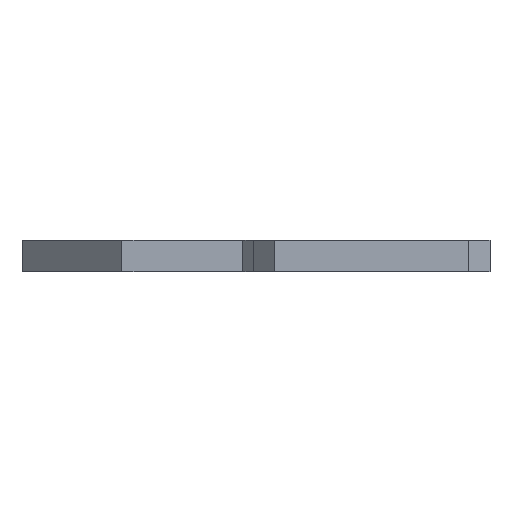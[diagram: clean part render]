
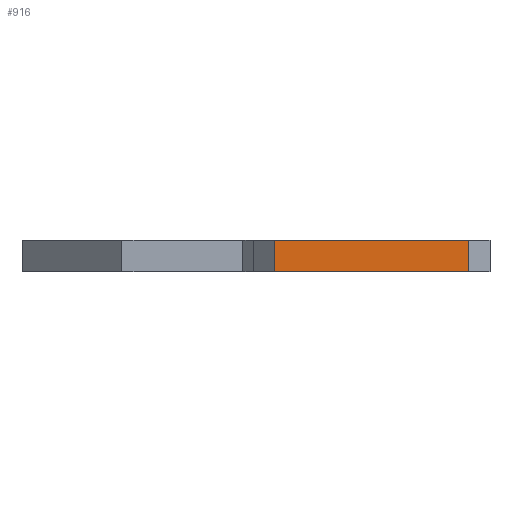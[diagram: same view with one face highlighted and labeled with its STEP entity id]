
A CAD part, left-side view. The second image highlights one B-rep face of the part: STEP entity #916.
In plain terms, the highlighted planar face has unit normal (-1, 0, 0).
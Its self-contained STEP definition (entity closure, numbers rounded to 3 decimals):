
#168 = VERTEX_POINT('',#169);
#169 = CARTESIAN_POINT('',(-64.,-12.5,0.));
#175 = EDGE_CURVE('',#168,#176,#178,.T.);
#176 = VERTEX_POINT('',#177);
#177 = CARTESIAN_POINT('',(-64.,6.,0.));
#178 = LINE('',#179,#180);
#179 = CARTESIAN_POINT('',(-64.,-12.5,0.));
#180 = VECTOR('',#181,1.);
#181 = DIRECTION('',(0.,1.,0.));
#481 = VERTEX_POINT('',#482);
#482 = CARTESIAN_POINT('',(-64.,-12.5,3.));
#488 = EDGE_CURVE('',#481,#489,#491,.T.);
#489 = VERTEX_POINT('',#490);
#490 = CARTESIAN_POINT('',(-64.,6.,3.));
#491 = LINE('',#492,#493);
#492 = CARTESIAN_POINT('',(-64.,-12.5,3.));
#493 = VECTOR('',#494,1.);
#494 = DIRECTION('',(0.,1.,0.));
#888 = EDGE_CURVE('',#168,#481,#889,.T.);
#889 = LINE('',#890,#891);
#890 = CARTESIAN_POINT('',(-64.,-12.5,0.));
#891 = VECTOR('',#892,1.);
#892 = DIRECTION('',(0.,0.,1.));
#916 = ADVANCED_FACE('',(#917),#928,.T.);
#917 = FACE_BOUND('',#918,.T.);
#918 = EDGE_LOOP('',(#919,#920,#921,#927));
#919 = ORIENTED_EDGE('',*,*,#888,.T.);
#920 = ORIENTED_EDGE('',*,*,#488,.T.);
#921 = ORIENTED_EDGE('',*,*,#922,.F.);
#922 = EDGE_CURVE('',#176,#489,#923,.T.);
#923 = LINE('',#924,#925);
#924 = CARTESIAN_POINT('',(-64.,6.,0.));
#925 = VECTOR('',#926,1.);
#926 = DIRECTION('',(0.,0.,1.));
#927 = ORIENTED_EDGE('',*,*,#175,.F.);
#928 = PLANE('',#929);
#929 = AXIS2_PLACEMENT_3D('',#930,#931,#932);
#930 = CARTESIAN_POINT('',(-64.,-12.5,0.));
#931 = DIRECTION('',(-1.,0.,0.));
#932 = DIRECTION('',(0.,1.,0.));
